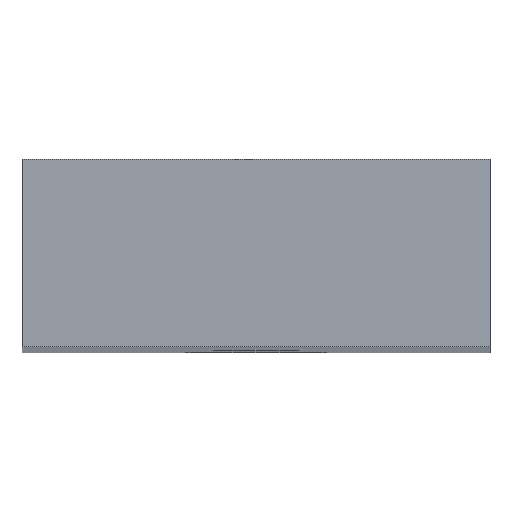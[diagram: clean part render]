
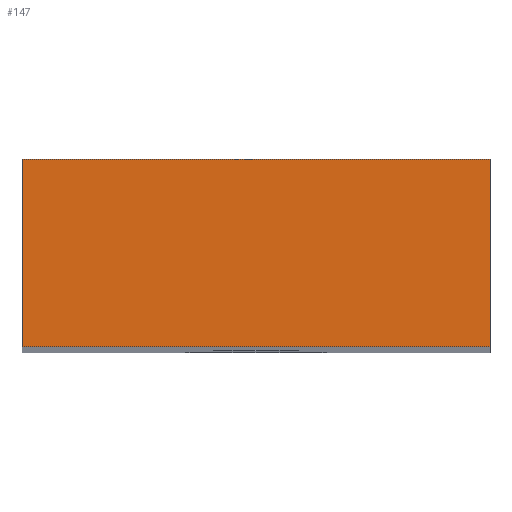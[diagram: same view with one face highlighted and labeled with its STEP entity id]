
A CAD part, top view. The second image highlights one B-rep face of the part: STEP entity #147.
In plain terms, the highlighted planar face has unit normal (0, 0, 1).
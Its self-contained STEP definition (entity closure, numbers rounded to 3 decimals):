
#20=PLANE('',#171);
#27=FACE_OUTER_BOUND('',#35,.T.);
#35=EDGE_LOOP('',(#115,#116,#117,#118));
#50=LINE('',#238,#64);
#51=LINE('',#240,#65);
#52=LINE('',#242,#66);
#53=LINE('',#243,#67);
#64=VECTOR('',#196,10.);
#65=VECTOR('',#197,10.);
#66=VECTOR('',#198,10.);
#67=VECTOR('',#199,10.);
#83=VERTEX_POINT('',#236);
#84=VERTEX_POINT('',#237);
#85=VERTEX_POINT('',#239);
#86=VERTEX_POINT('',#241);
#96=EDGE_CURVE('',#83,#84,#50,.T.);
#97=EDGE_CURVE('',#84,#85,#51,.T.);
#98=EDGE_CURVE('',#85,#86,#52,.T.);
#99=EDGE_CURVE('',#86,#83,#53,.T.);
#115=ORIENTED_EDGE('',*,*,#96,.T.);
#116=ORIENTED_EDGE('',*,*,#97,.T.);
#117=ORIENTED_EDGE('',*,*,#98,.T.);
#118=ORIENTED_EDGE('',*,*,#99,.T.);
#147=ADVANCED_FACE('',(#27),#20,.T.);
#171=AXIS2_PLACEMENT_3D('',#235,#194,#195);
#194=DIRECTION('center_axis',(0.,0.,1.));
#195=DIRECTION('ref_axis',(1.,0.,0.));
#196=DIRECTION('',(1.,0.,0.));
#197=DIRECTION('',(0.,1.,0.));
#198=DIRECTION('',(-1.,0.,0.));
#199=DIRECTION('',(0.,-1.,0.));
#235=CARTESIAN_POINT('Origin',(0.,0.,55.));
#236=CARTESIAN_POINT('',(0.,0.,55.));
#237=CARTESIAN_POINT('',(10.,0.,55.));
#238=CARTESIAN_POINT('',(0.,0.,55.));
#239=CARTESIAN_POINT('',(10.,4.,55.));
#240=CARTESIAN_POINT('',(10.,0.,55.));
#241=CARTESIAN_POINT('',(0.,4.,55.));
#242=CARTESIAN_POINT('',(0.,4.,55.));
#243=CARTESIAN_POINT('',(0.,0.,55.));
